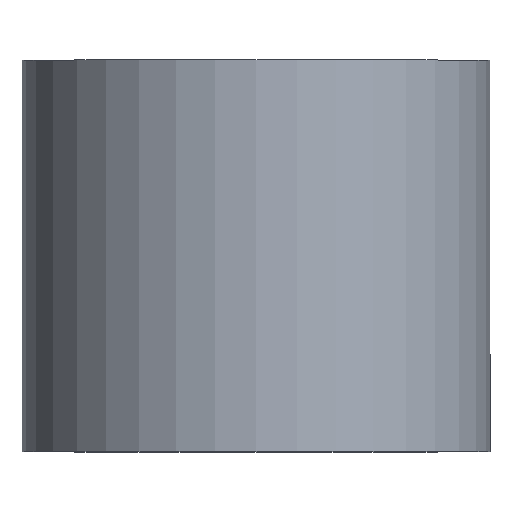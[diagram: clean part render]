
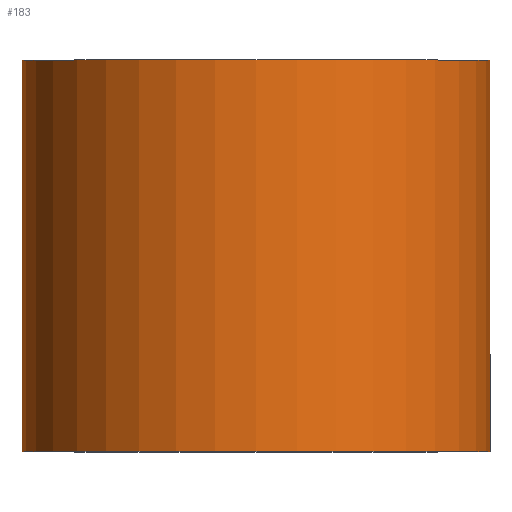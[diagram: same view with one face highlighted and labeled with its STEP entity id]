
A CAD part, top view. The second image highlights one B-rep face of the part: STEP entity #183.
In plain terms, the highlighted cylindrical face has radius 11.954 mm (diameter 23.909 mm), a partial arc.
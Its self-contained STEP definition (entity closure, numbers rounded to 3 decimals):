
#4 = VERTEX_POINT ( 'NONE', #149 ) ;
#18 = EDGE_CURVE ( 'NONE', #148, #87, #54, .T. ) ;
#26 = CYLINDRICAL_SURFACE ( 'NONE', #205, 11.954 ) ;
#33 = ORIENTED_EDGE ( 'NONE', *, *, #115, .F. ) ;
#54 = LINE ( 'NONE', #200, #70 ) ;
#58 = VECTOR ( 'NONE', #76, 1000. ) ;
#59 = DIRECTION ( 'NONE',  ( 0., 1., 0. ) ) ;
#61 = DIRECTION ( 'NONE',  ( 0., 1., 0. ) ) ;
#63 = ORIENTED_EDGE ( 'NONE', *, *, #91, .T. ) ;
#70 = VECTOR ( 'NONE', #74, 1000. ) ;
#74 = DIRECTION ( 'NONE',  ( 0., 1., 0. ) ) ;
#76 = DIRECTION ( 'NONE',  ( 0., 1., 0. ) ) ;
#77 = CARTESIAN_POINT ( 'NONE',  ( -11.954, 20., 0. ) ) ;
#79 = CARTESIAN_POINT ( 'NONE',  ( 11.954, 20., 0. ) ) ;
#85 = EDGE_CURVE ( 'NONE', #131, #87, #156, .T. ) ;
#87 = VERTEX_POINT ( 'NONE', #79 ) ;
#91 = EDGE_CURVE ( 'NONE', #4, #148, #107, .T. ) ;
#93 = LINE ( 'NONE', #119, #58 ) ;
#96 = ORIENTED_EDGE ( 'NONE', *, *, #18, .T. ) ;
#100 = DIRECTION ( 'NONE',  ( -1., 0., 0. ) ) ;
#107 = CIRCLE ( 'NONE', #160, 11.954 ) ;
#115 = EDGE_CURVE ( 'NONE', #4, #131, #93, .T. ) ;
#119 = CARTESIAN_POINT ( 'NONE',  ( -11.954, 14., 0. ) ) ;
#121 = DIRECTION ( 'NONE',  ( -1., 0., 0. ) ) ;
#131 = VERTEX_POINT ( 'NONE', #77 ) ;
#132 = CARTESIAN_POINT ( 'NONE',  ( 11.954, 0., 0. ) ) ;
#133 = AXIS2_PLACEMENT_3D ( 'NONE', #165, #59, #121 ) ;
#134 = ORIENTED_EDGE ( 'NONE', *, *, #85, .F. ) ;
#148 = VERTEX_POINT ( 'NONE', #132 ) ;
#149 = CARTESIAN_POINT ( 'NONE',  ( -11.954, 0., 0. ) ) ;
#156 = CIRCLE ( 'NONE', #133, 11.954 ) ;
#160 = AXIS2_PLACEMENT_3D ( 'NONE', #181, #61, #100 ) ;
#161 = FACE_OUTER_BOUND ( 'NONE', #210, .T. ) ;
#165 = CARTESIAN_POINT ( 'NONE',  ( 0., 20., 0. ) ) ;
#181 = CARTESIAN_POINT ( 'NONE',  ( 0., 0., 0. ) ) ;
#183 = ADVANCED_FACE ( 'NONE', ( #161 ), #26, .T. ) ;
#187 = DIRECTION ( 'NONE',  ( 0., 1., 0. ) ) ;
#200 = CARTESIAN_POINT ( 'NONE',  ( 11.954, 14., 0. ) ) ;
#204 = CARTESIAN_POINT ( 'NONE',  ( 0., 14., 0. ) ) ;
#205 = AXIS2_PLACEMENT_3D ( 'NONE', #204, #187, #226 ) ;
#210 = EDGE_LOOP ( 'NONE', ( #63, #96, #134, #33 ) ) ;
#226 = DIRECTION ( 'NONE',  ( -1., 0., 0. ) ) ;
